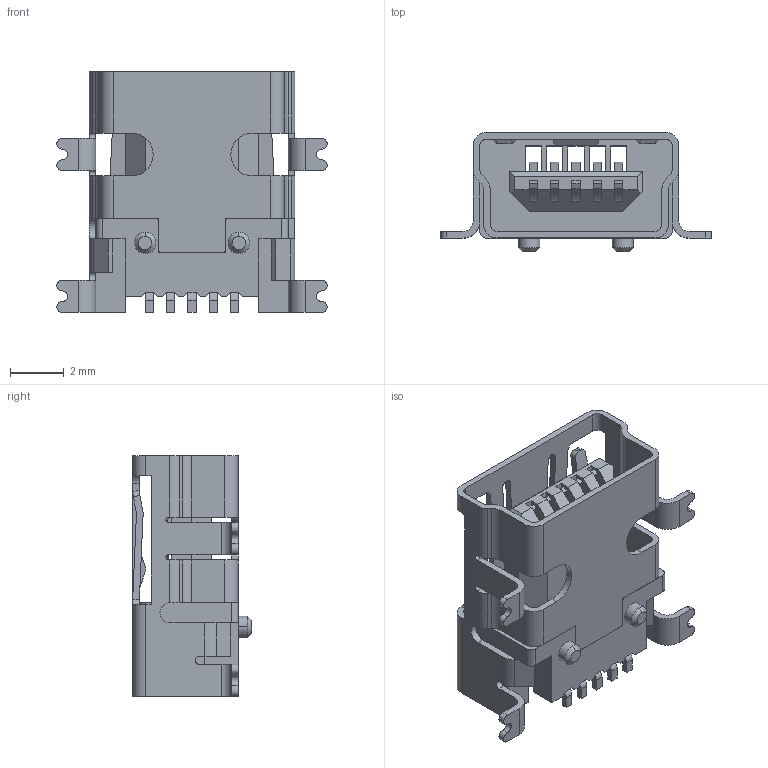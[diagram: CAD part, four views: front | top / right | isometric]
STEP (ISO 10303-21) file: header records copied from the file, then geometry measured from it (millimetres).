
FILE_DESCRIPTION (( 'STEP AP214' ), '1' );
FILE_NAME ('UX60-MB-5ST.STEP', '2012-01-14T17:11:43', ( '' ), ( '' ), 'SwSTEP 2.0', 'SolidWorks 2011', '' );
FILE_SCHEMA (( 'AUTOMOTIVE_DESIGN' ));
Length unit declared in the file: millimetre
Products named in the file (4): UX60-MB-5ST_pin; UX60-MB-5ST_insert; UX60-MB-5ST_shell; UX60-MB-5ST
Assembly tree (7 placements, depth 2):
  UX60-MB-5ST
    UX60-MB-5ST_pin  x5
    UX60-MB-5ST_insert
    UX60-MB-5ST_shell
Bounding box: 10.1 x 4.45 x 9 mm (x, y, z)
Volume: 112.3 mm3; surface area: 659.2 mm2
Topology: 12 solids, 12 shells, 415 faces, 1210 edges, 798 vertices
Faces by surface type: plane 276, cylinder 125, bspline 10, cone 4
Entity records: 11683 total; most frequent: CARTESIAN_POINT 2199, ORIENTED_EDGE 2036, DIRECTION 1854, EDGE_CURVE 1018, LINE 788, VECTOR 788, VERTEX_POINT 670, AXIS2_PLACEMENT_3D 533
